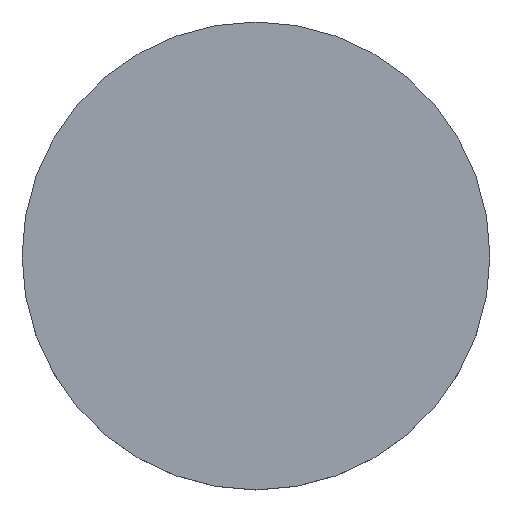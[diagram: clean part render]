
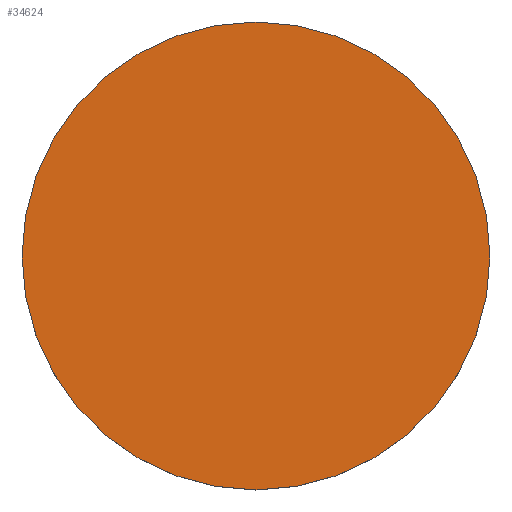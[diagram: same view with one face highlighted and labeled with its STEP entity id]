
A CAD part, top view. The second image highlights one B-rep face of the part: STEP entity #34624.
In plain terms, the highlighted planar face has unit normal (0, 0, 1).
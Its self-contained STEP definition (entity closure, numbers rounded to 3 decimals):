
#45=CIRCLE('',#37654,58.5);
#63=FACE_OUTER_BOUND('',#3055,.T.);
#3055=EDGE_LOOP('',(#22329));
#15750=VERTEX_POINT('',#51883);
#17521=EDGE_CURVE('',#15750,#15750,#45,.T.);
#22329=ORIENTED_EDGE('',*,*,#17521,.T.);
#31632=PLANE('',#37656);
#34624=ADVANCED_FACE('',(#63),#31632,.T.);
#37654=AXIS2_PLACEMENT_3D('',#51884,#40920,#40921);
#37656=AXIS2_PLACEMENT_3D('',#51888,#40925,#40926);
#40920=DIRECTION('center_axis',(0.,0.,1.));
#40921=DIRECTION('ref_axis',(1.,0.,0.));
#40925=DIRECTION('center_axis',(0.,0.,1.));
#40926=DIRECTION('ref_axis',(1.,0.,0.));
#51883=CARTESIAN_POINT('',(-58.5,0.,10.));
#51884=CARTESIAN_POINT('Origin',(0.,0.,10.));
#51888=CARTESIAN_POINT('Origin',(0.,0.,10.));
